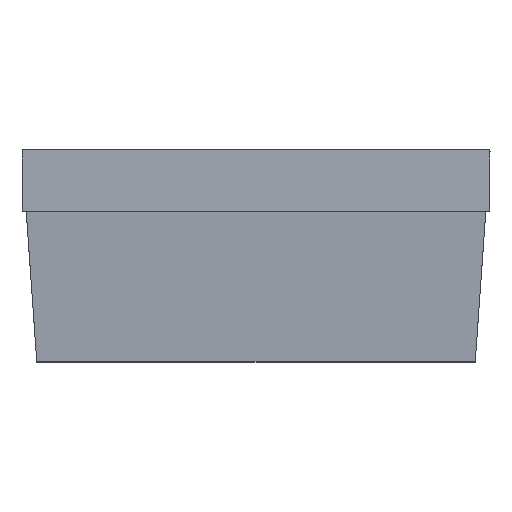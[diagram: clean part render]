
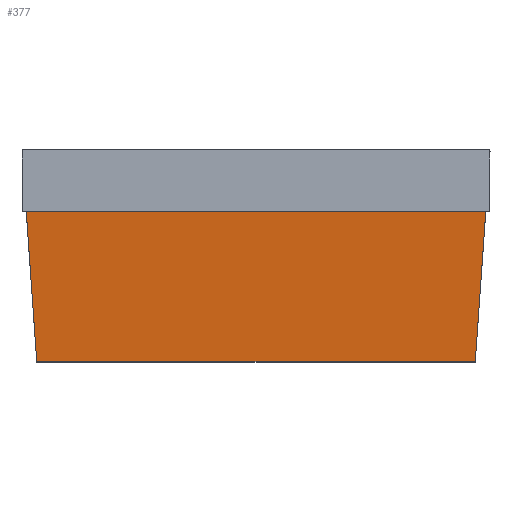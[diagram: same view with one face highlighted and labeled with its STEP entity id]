
A CAD part, top view. The second image highlights one B-rep face of the part: STEP entity #377.
In plain terms, the highlighted planar face has unit normal (0, -0.07, 0.998).
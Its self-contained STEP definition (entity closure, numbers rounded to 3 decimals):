
#377=ADVANCED_FACE('',(#951),#953,.T.);
#951=FACE_BOUND('',#952,.T.);
#952=EDGE_LOOP('',(#1399,#1400,#1401,#1402));
#953=PLANE('',#954);
#954=AXIS2_PLACEMENT_3D('',#955,#956,#957);
#955=CARTESIAN_POINT('',(-4.626,-6.9,11.801));
#956=DIRECTION('',(0.,-0.07,0.998));
#957=DIRECTION('',(1.,0.,0.));
#1399=ORIENTED_EDGE('',*,*,#1662,.F.);
#1400=ORIENTED_EDGE('',*,*,#1681,.F.);
#1401=ORIENTED_EDGE('',*,*,#1645,.F.);
#1402=ORIENTED_EDGE('',*,*,#1682,.T.);
#1645=EDGE_CURVE('',#1866,#1868,#1869,.F.);
#1662=EDGE_CURVE('',#1899,#1900,#1901,.T.);
#1681=EDGE_CURVE('',#1868,#1899,#1932,.T.);
#1682=EDGE_CURVE('',#1866,#1900,#1933,.T.);
#1866=VERTEX_POINT('',#2291);
#1868=VERTEX_POINT('',#2295);
#1869=LINE('',#2296,#2297);
#1899=VERTEX_POINT('',#2360);
#1900=VERTEX_POINT('',#2361);
#1901=LINE('',#2362,#2363);
#1932=LINE('',#2431,#2432);
#1933=LINE('',#2434,#2435);
#2291=CARTESIAN_POINT('',(4.989,-1.7,12.164));
#2295=CARTESIAN_POINT('',(-4.989,-1.7,12.164));
#2296=CARTESIAN_POINT('',(-4.989,-1.7,12.164));
#2297=VECTOR('',#2298,1.);
#2298=DIRECTION('',(1.,0.,0.));
#2360=CARTESIAN_POINT('',(-5.227,1.7,12.402));
#2361=CARTESIAN_POINT('',(5.227,1.7,12.402));
#2362=CARTESIAN_POINT('',(-5.227,1.7,12.402));
#2363=VECTOR('',#2364,1.);
#2364=DIRECTION('',(1.,0.,0.));
#2431=CARTESIAN_POINT('',(-4.989,-1.7,12.164));
#2432=VECTOR('',#2433,1.);
#2433=DIRECTION('',(-0.07,0.995,0.07));
#2434=CARTESIAN_POINT('',(4.989,-1.7,12.164));
#2435=VECTOR('',#2436,1.);
#2436=DIRECTION('',(0.07,0.995,0.07));
